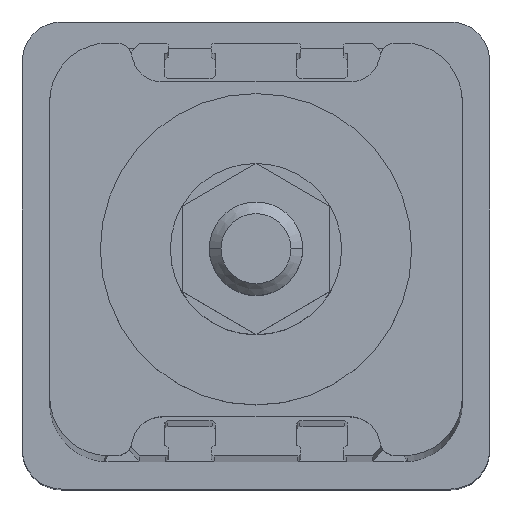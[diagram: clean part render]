
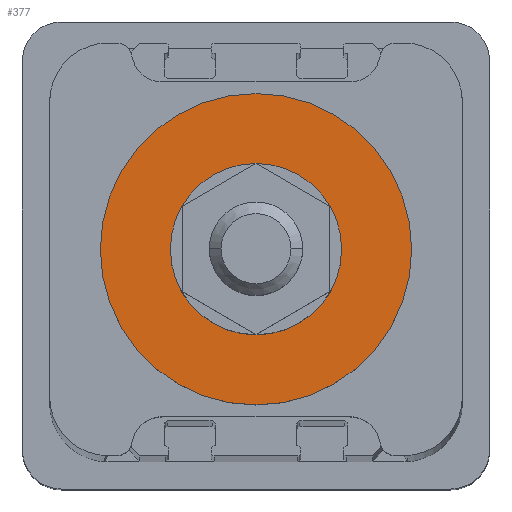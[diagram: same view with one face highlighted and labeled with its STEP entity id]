
A CAD part, top view. The second image highlights one B-rep face of the part: STEP entity #377.
In plain terms, the highlighted planar face has unit normal (0, 0, 1).
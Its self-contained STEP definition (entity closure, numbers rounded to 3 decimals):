
#169 = DIRECTION ( 'NONE',  ( 1., 0., 0. ) ) ;
#175 = CARTESIAN_POINT ( 'NONE',  ( 0., 0., 440. ) ) ;
#216 = DIRECTION ( 'NONE',  ( 0., 0., 1. ) ) ;
#246 = CARTESIAN_POINT ( 'NONE',  ( 0., 0., 440. ) ) ;
#252 = DIRECTION ( 'NONE',  ( 1., 0., 0. ) ) ;
#261 = DIRECTION ( 'NONE',  ( 0., 0., 1. ) ) ;
#377 = ADVANCED_FACE ( 'NONE', ( #854, #838 ), #666, .T. ) ;
#405 = DIRECTION ( 'NONE',  ( 0., 0., 1. ) ) ;
#406 = CARTESIAN_POINT ( 'NONE',  ( 0., 0., 440. ) ) ;
#423 = DIRECTION ( 'NONE',  ( 1., 0., 0. ) ) ;
#666 = PLANE ( 'NONE',  #5206 ) ;
#838 = FACE_OUTER_BOUND ( 'NONE', #2166, .T. ) ;
#854 = FACE_BOUND ( 'NONE', #2207, .T. ) ;
#979 = EDGE_CURVE ( 'NONE', #2655, #2512, #5781, .T. ) ;
#989 = EDGE_CURVE ( 'NONE', #2568, #2490, #5755, .T. ) ;
#1838 = AXIS2_PLACEMENT_3D ( 'NONE', #5245, #5231, #5218 ) ;
#2030 = AXIS2_PLACEMENT_3D ( 'NONE', #175, #216, #169 ) ;
#2166 = EDGE_LOOP ( 'NONE', ( #3202, #3263 ) ) ;
#2207 = EDGE_LOOP ( 'NONE', ( #2526, #3075 ) ) ;
#2324 = CIRCLE ( 'NONE', #1838, 20. ) ;
#2490 = VERTEX_POINT ( 'NONE', #4759 ) ;
#2512 = VERTEX_POINT ( 'NONE', #4715 ) ;
#2526 = ORIENTED_EDGE ( 'NONE', *, *, #989, .F. ) ;
#2568 = VERTEX_POINT ( 'NONE', #4570 ) ;
#2583 = CIRCLE ( 'NONE', #2030, 11. ) ;
#2655 = VERTEX_POINT ( 'NONE', #4457 ) ;
#3075 = ORIENTED_EDGE ( 'NONE', *, *, #5513, .F. ) ;
#3202 = ORIENTED_EDGE ( 'NONE', *, *, #979, .T. ) ;
#3263 = ORIENTED_EDGE ( 'NONE', *, *, #5673, .T. ) ;
#4345 = DIRECTION ( 'NONE',  ( 0., 0., 1. ) ) ;
#4457 = CARTESIAN_POINT ( 'NONE',  ( -20., 0., 440. ) ) ;
#4570 = CARTESIAN_POINT ( 'NONE',  ( -11., 0., 440. ) ) ;
#4621 = AXIS2_PLACEMENT_3D ( 'NONE', #246, #261, #252 ) ;
#4630 = AXIS2_PLACEMENT_3D ( 'NONE', #406, #405, #423 ) ;
#4715 = CARTESIAN_POINT ( 'NONE',  ( 20., 0., 440. ) ) ;
#4749 = DIRECTION ( 'NONE',  ( 1., 0., 0. ) ) ;
#4759 = CARTESIAN_POINT ( 'NONE',  ( 11., 0., 440. ) ) ;
#5206 = AXIS2_PLACEMENT_3D ( 'NONE', #5847, #4345, #4749 ) ;
#5218 = DIRECTION ( 'NONE',  ( 1., 0., 0. ) ) ;
#5231 = DIRECTION ( 'NONE',  ( 0., 0., 1. ) ) ;
#5245 = CARTESIAN_POINT ( 'NONE',  ( 0., 0., 440. ) ) ;
#5513 = EDGE_CURVE ( 'NONE', #2490, #2568, #2583, .T. ) ;
#5673 = EDGE_CURVE ( 'NONE', #2512, #2655, #2324, .T. ) ;
#5755 = CIRCLE ( 'NONE', #4621, 11. ) ;
#5781 = CIRCLE ( 'NONE', #4630, 20. ) ;
#5847 = CARTESIAN_POINT ( 'NONE',  ( 0., 0., 440. ) ) ;
